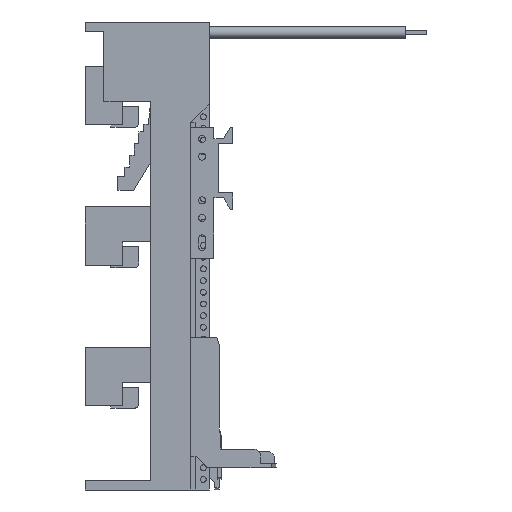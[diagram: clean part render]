
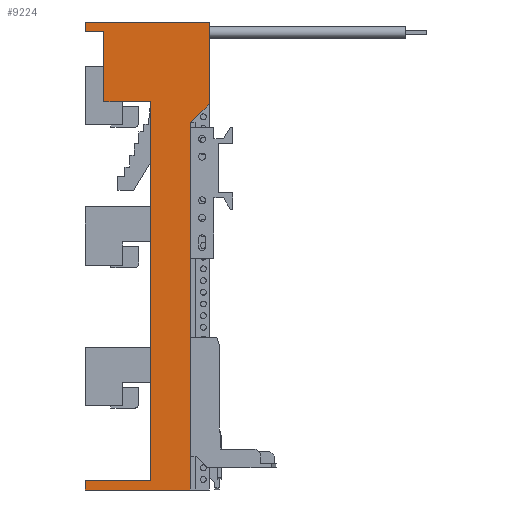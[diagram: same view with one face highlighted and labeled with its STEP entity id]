
A CAD part, left-side view. The second image highlights one B-rep face of the part: STEP entity #9224.
In plain terms, the highlighted face is planar.
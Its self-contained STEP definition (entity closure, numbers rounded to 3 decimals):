
#814=LINE('',#17953,#1564);
#832=LINE('',#18121,#1582);
#847=LINE('',#18149,#1597);
#848=LINE('',#18151,#1598);
#849=LINE('',#18152,#1599);
#850=LINE('',#18154,#1600);
#851=LINE('',#18156,#1601);
#852=LINE('',#18158,#1602);
#853=LINE('',#18160,#1603);
#854=LINE('',#18162,#1604);
#855=LINE('',#18164,#1605);
#856=LINE('',#18166,#1606);
#1564=VECTOR('',#14596,1000.);
#1582=VECTOR('',#14752,1000.);
#1597=VECTOR('',#14771,1000.);
#1598=VECTOR('',#14772,1000.);
#1599=VECTOR('',#14773,1000.);
#1600=VECTOR('',#14774,1000.);
#1601=VECTOR('',#14775,1000.);
#1602=VECTOR('',#14776,1000.);
#1603=VECTOR('',#14777,1000.);
#1604=VECTOR('',#14778,1000.);
#1605=VECTOR('',#14779,1000.);
#1606=VECTOR('',#14780,1000.);
#3378=ORIENTED_EDGE('',*,*,#5077,.T.);
#3379=ORIENTED_EDGE('',*,*,#5078,.T.);
#3380=ORIENTED_EDGE('',*,*,#5062,.T.);
#3381=ORIENTED_EDGE('',*,*,#5079,.T.);
#3382=ORIENTED_EDGE('',*,*,#5080,.T.);
#3383=ORIENTED_EDGE('',*,*,#5081,.T.);
#3384=ORIENTED_EDGE('',*,*,#5082,.T.);
#3385=ORIENTED_EDGE('',*,*,#5083,.T.);
#3386=ORIENTED_EDGE('',*,*,#5084,.T.);
#3387=ORIENTED_EDGE('',*,*,#5085,.T.);
#3388=ORIENTED_EDGE('',*,*,#5086,.T.);
#3389=ORIENTED_EDGE('',*,*,#4978,.T.);
#4978=EDGE_CURVE('',#5938,#5937,#814,.T.);
#5062=EDGE_CURVE('',#6019,#6018,#832,.T.);
#5077=EDGE_CURVE('',#5937,#6030,#847,.T.);
#5078=EDGE_CURVE('',#6030,#6019,#848,.T.);
#5079=EDGE_CURVE('',#6018,#6031,#849,.T.);
#5080=EDGE_CURVE('',#6031,#6032,#850,.T.);
#5081=EDGE_CURVE('',#6032,#6033,#851,.T.);
#5082=EDGE_CURVE('',#6033,#6034,#852,.T.);
#5083=EDGE_CURVE('',#6034,#6035,#853,.T.);
#5084=EDGE_CURVE('',#6035,#6036,#854,.T.);
#5085=EDGE_CURVE('',#6036,#6037,#855,.T.);
#5086=EDGE_CURVE('',#6037,#5938,#856,.T.);
#5937=VERTEX_POINT('',#17952);
#5938=VERTEX_POINT('',#17954);
#6018=VERTEX_POINT('',#18120);
#6019=VERTEX_POINT('',#18122);
#6030=VERTEX_POINT('',#18150);
#6031=VERTEX_POINT('',#18153);
#6032=VERTEX_POINT('',#18155);
#6033=VERTEX_POINT('',#18157);
#6034=VERTEX_POINT('',#18159);
#6035=VERTEX_POINT('',#18161);
#6036=VERTEX_POINT('',#18163);
#6037=VERTEX_POINT('',#18165);
#7196=EDGE_LOOP('',(#3378,#3379,#3380,#3381,#3382,#3383,#3384,#3385,#3386,
#3387,#3388,#3389));
#8155=FACE_BOUND('',#7196,.T.);
#8735=PLANE('',#12669);
#9224=ADVANCED_FACE('',(#8155),#8735,.T.);
#12669=AXIS2_PLACEMENT_3D('',#18148,#14769,#14770);
#14596=DIRECTION('',(1.,0.,0.));
#14752=DIRECTION('',(0.,1.,0.));
#14769=DIRECTION('',(0.,0.,1.));
#14770=DIRECTION('',(1.,0.,0.));
#14771=DIRECTION('',(0.,1.,0.));
#14772=DIRECTION('',(0.707,0.707,0.));
#14773=DIRECTION('',(-1.,0.,0.));
#14774=DIRECTION('',(0.,-1.,0.));
#14775=DIRECTION('',(1.,0.,0.));
#14776=DIRECTION('',(0.,-1.,0.));
#14777=DIRECTION('',(1.,0.,0.));
#14778=DIRECTION('',(0.,-1.,0.));
#14779=DIRECTION('',(-1.,0.,0.));
#14780=DIRECTION('',(0.,-1.,0.));
#17952=CARTESIAN_POINT('',(-8.,0.,22.5));
#17953=CARTESIAN_POINT('',(-53.,0.,22.5));
#17954=CARTESIAN_POINT('',(-53.,0.,22.5));
#18120=CARTESIAN_POINT('',(0.,200.,22.5));
#18121=CARTESIAN_POINT('',(0.,0.,22.5));
#18122=CARTESIAN_POINT('',(0.,165.,22.5));
#18148=CARTESIAN_POINT('',(0.,0.,22.5));
#18149=CARTESIAN_POINT('',(-8.,0.,22.5));
#18150=CARTESIAN_POINT('',(-8.,157.,22.5));
#18151=CARTESIAN_POINT('',(-82.5,82.5,22.5));
#18152=CARTESIAN_POINT('',(0.,200.,22.5));
#18153=CARTESIAN_POINT('',(-53.,200.,22.5));
#18154=CARTESIAN_POINT('',(-53.,200.,22.5));
#18155=CARTESIAN_POINT('',(-53.,196.,22.5));
#18156=CARTESIAN_POINT('',(-53.,196.,22.5));
#18157=CARTESIAN_POINT('',(-45.,196.,22.5));
#18158=CARTESIAN_POINT('',(-45.,196.,22.5));
#18159=CARTESIAN_POINT('',(-45.,166.,22.5));
#18160=CARTESIAN_POINT('',(-45.,166.,22.5));
#18161=CARTESIAN_POINT('',(-25.,166.,22.5));
#18162=CARTESIAN_POINT('',(-25.,166.,22.5));
#18163=CARTESIAN_POINT('',(-25.,4.,22.5));
#18164=CARTESIAN_POINT('',(-25.,4.,22.5));
#18165=CARTESIAN_POINT('',(-53.,4.,22.5));
#18166=CARTESIAN_POINT('',(-53.,4.,22.5));
